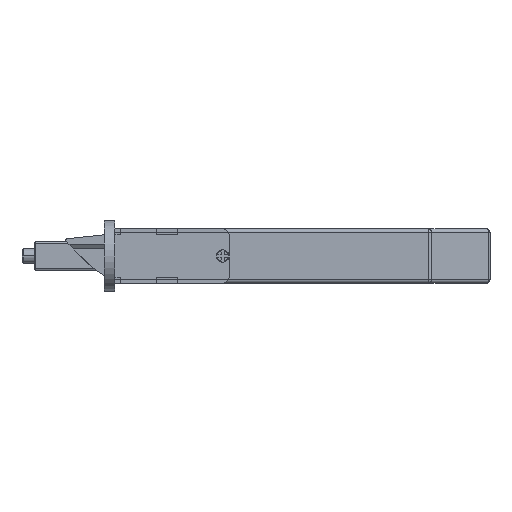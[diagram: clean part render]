
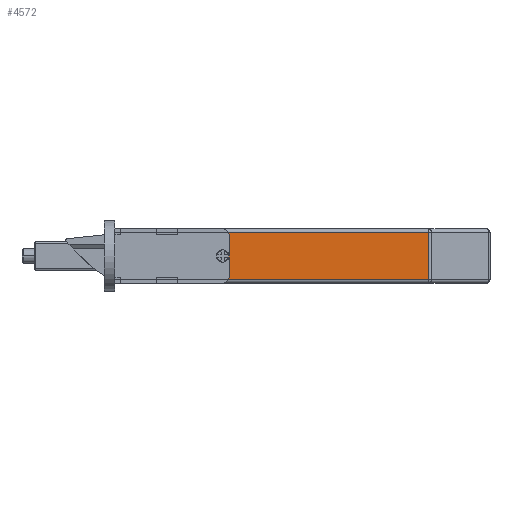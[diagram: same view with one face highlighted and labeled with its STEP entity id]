
A CAD part, front view. The second image highlights one B-rep face of the part: STEP entity #4572.
In plain terms, the highlighted planar face has unit normal (0, -1, 0).
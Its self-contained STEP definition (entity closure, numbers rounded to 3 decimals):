
#32 = VERTEX_POINT ( 'NONE', #2496 ) ;
#651 = VECTOR ( 'NONE', #1957, 1000. ) ;
#775 = AXIS2_PLACEMENT_3D ( 'NONE', #1402, #7695, #5441 ) ;
#894 = CARTESIAN_POINT ( 'NONE',  ( 104., -14.7, -0.75 ) ) ;
#1069 = DIRECTION ( 'NONE',  ( 0., -1., 0. ) ) ;
#1123 = FACE_OUTER_BOUND ( 'NONE', #6429, .T. ) ;
#1126 = VECTOR ( 'NONE', #4092, 1000. ) ;
#1195 = EDGE_CURVE ( 'NONE', #4204, #2717, #6632, .T. ) ;
#1269 = CIRCLE ( 'NONE', #6785, 1.75 ) ;
#1355 = VERTEX_POINT ( 'NONE', #3192 ) ;
#1402 = CARTESIAN_POINT ( 'NONE',  ( 44.75, -14.7, 6. ) ) ;
#1767 = EDGE_CURVE ( 'NONE', #9901, #4964, #8082, .T. ) ;
#1866 = EDGE_LOOP ( 'NONE', ( #2392, #4108 ) ) ;
#1916 = LINE ( 'NONE', #2662, #5293 ) ;
#1957 = DIRECTION ( 'NONE',  ( 0., 0., 1. ) ) ;
#2162 = ORIENTED_EDGE ( 'NONE', *, *, #9004, .F. ) ;
#2392 = ORIENTED_EDGE ( 'NONE', *, *, #1195, .F. ) ;
#2483 = AXIS2_PLACEMENT_3D ( 'NONE', #8255, #1069, #4269 ) ;
#2496 = CARTESIAN_POINT ( 'NONE',  ( 103.586, -14.7, 12.75 ) ) ;
#2498 = VECTOR ( 'NONE', #6131, 1000. ) ;
#2599 = CARTESIAN_POINT ( 'NONE',  ( 14., -14.7, -0.75 ) ) ;
#2655 = EDGE_CURVE ( 'NONE', #4964, #32, #1916, .T. ) ;
#2662 = CARTESIAN_POINT ( 'NONE',  ( 103.586, -14.7, -1.75 ) ) ;
#2700 = EDGE_CURVE ( 'NONE', #2717, #4204, #1269, .T. ) ;
#2717 = VERTEX_POINT ( 'NONE', #8997 ) ;
#3192 = CARTESIAN_POINT ( 'NONE',  ( 14., -14.7, 12.75 ) ) ;
#3947 = EDGE_CURVE ( 'NONE', #32, #1355, #8544, .T. ) ;
#4092 = DIRECTION ( 'NONE',  ( 1., 0., 0. ) ) ;
#4108 = ORIENTED_EDGE ( 'NONE', *, *, #2700, .F. ) ;
#4204 = VERTEX_POINT ( 'NONE', #10134 ) ;
#4269 = DIRECTION ( 'NONE',  ( 1., 0., 0. ) ) ;
#4572 = ADVANCED_FACE ( 'NONE', ( #9036, #1123 ), #5057, .T. ) ;
#4694 = ORIENTED_EDGE ( 'NONE', *, *, #2655, .T. ) ;
#4964 = VERTEX_POINT ( 'NONE', #8387 ) ;
#5057 = PLANE ( 'NONE',  #2483 ) ;
#5293 = VECTOR ( 'NONE', #7575, 1000. ) ;
#5441 = DIRECTION ( 'NONE',  ( 0., 0., -1. ) ) ;
#5801 = DIRECTION ( 'NONE',  ( 0., -1., 0. ) ) ;
#5857 = CARTESIAN_POINT ( 'NONE',  ( 44.75, -14.7, 6. ) ) ;
#6131 = DIRECTION ( 'NONE',  ( -1., 0., 0. ) ) ;
#6429 = EDGE_LOOP ( 'NONE', ( #2162, #9284, #4694, #9212 ) ) ;
#6632 = CIRCLE ( 'NONE', #775, 1.75 ) ;
#6684 = DIRECTION ( 'NONE',  ( 0., 0., -1. ) ) ;
#6785 = AXIS2_PLACEMENT_3D ( 'NONE', #5857, #5801, #6684 ) ;
#6912 = CARTESIAN_POINT ( 'NONE',  ( 14., -14.7, 12.75 ) ) ;
#7575 = DIRECTION ( 'NONE',  ( 0., 0., 1. ) ) ;
#7695 = DIRECTION ( 'NONE',  ( 0., -1., 0. ) ) ;
#8082 = LINE ( 'NONE', #894, #1126 ) ;
#8205 = LINE ( 'NONE', #8296, #651 ) ;
#8255 = CARTESIAN_POINT ( 'NONE',  ( 14., -14.7, -1.75 ) ) ;
#8296 = CARTESIAN_POINT ( 'NONE',  ( 14., -14.7, -1.75 ) ) ;
#8387 = CARTESIAN_POINT ( 'NONE',  ( 103.586, -14.7, -0.75 ) ) ;
#8544 = LINE ( 'NONE', #6912, #2498 ) ;
#8997 = CARTESIAN_POINT ( 'NONE',  ( 44.75, -14.7, 7.75 ) ) ;
#9004 = EDGE_CURVE ( 'NONE', #9901, #1355, #8205, .T. ) ;
#9036 = FACE_BOUND ( 'NONE', #1866, .T. ) ;
#9212 = ORIENTED_EDGE ( 'NONE', *, *, #3947, .T. ) ;
#9284 = ORIENTED_EDGE ( 'NONE', *, *, #1767, .T. ) ;
#9901 = VERTEX_POINT ( 'NONE', #2599 ) ;
#10134 = CARTESIAN_POINT ( 'NONE',  ( 44.75, -14.7, 4.25 ) ) ;
